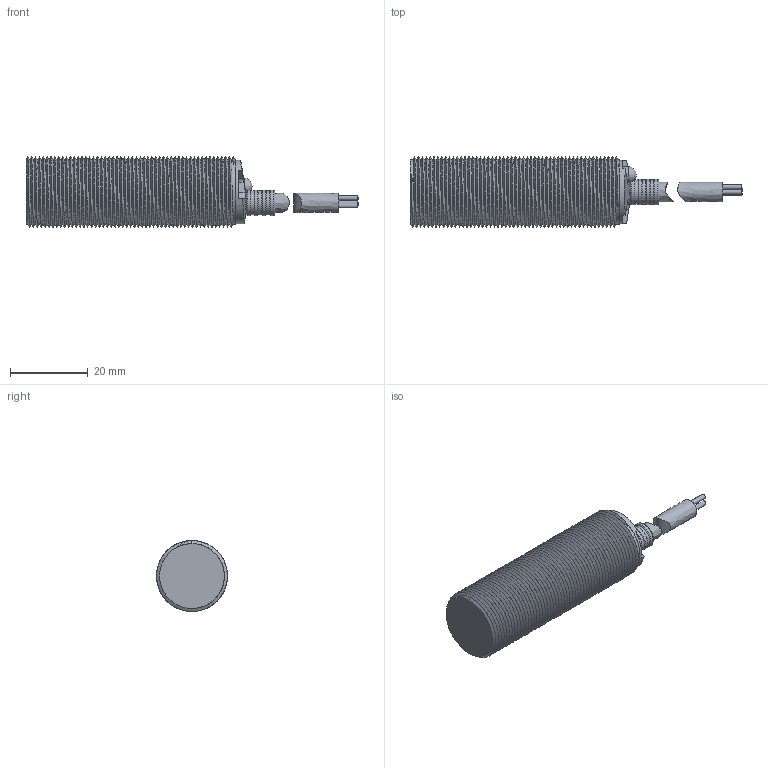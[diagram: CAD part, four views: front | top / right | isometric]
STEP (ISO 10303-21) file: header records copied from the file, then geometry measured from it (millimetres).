
FILE_DESCRIPTION( ('This file contains a STEP AP42 implementation' ,'as created by ZW3D STEP Interface translator.') ,'2;1' );
FILE_NAME( 'FCM1-1805X-X3UX.stp' ,'24 119.10 123', (''), ('ZWCAD Software Co.'), 'Version 1.0', 'ZW3D to STEP translator', '' );
FILE_SCHEMA(('AUTOMOTIVE_DESIGN'));
Length unit declared in the file: millimetre
Products named in the file (3): 0; FCM1-1805X-X3UX; 堤盄杶  m18
Assembly tree (1 placements, depth 2):
  0
  FCM1-1805X-X3UX
    堤盄杶  m18
Bounding box: 85.61 x 18.26 x 18.26 mm (x, y, z)
Volume: 585.7 mm3; surface area: 7210.3 mm2
Topology: 3 solids, 6 shells, 115 faces, 287 edges, 191 vertices
Faces by surface type: bspline 115
Entity records: 6713 total; most frequent: CARTESIAN_POINT 4977, ORIENTED_EDGE 563, EDGE_CURVE 283, VERTEX_POINT 182, EDGE_LOOP 122, B_SPLINE_CURVE_WITH_KNOTS 120, FACE_OUTER_BOUND 115, ADVANCED_FACE 115
